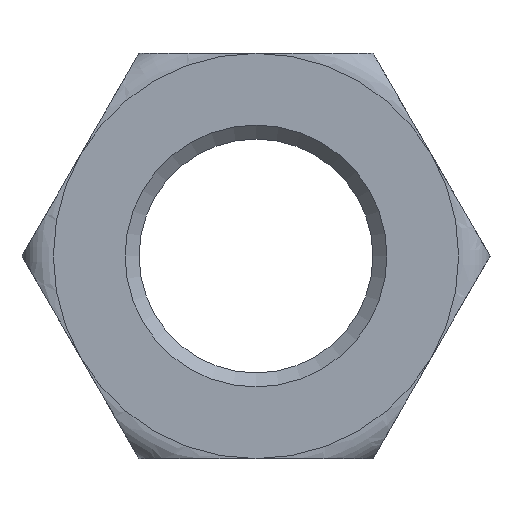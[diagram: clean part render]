
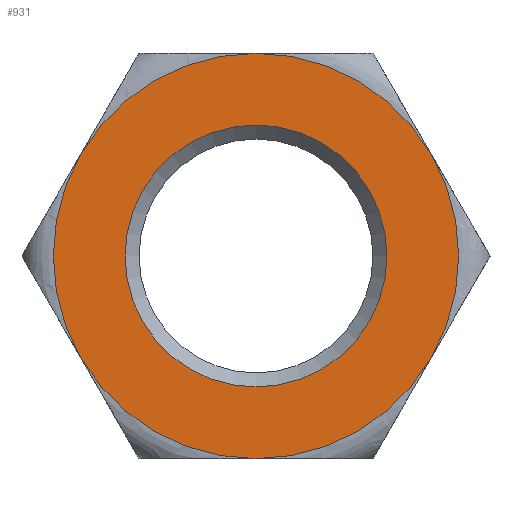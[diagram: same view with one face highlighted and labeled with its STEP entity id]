
A CAD part, front view. The second image highlights one B-rep face of the part: STEP entity #931.
In plain terms, the highlighted planar face has unit normal (0, -1, 0).
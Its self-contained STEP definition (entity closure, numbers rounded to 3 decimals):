
#46 = CARTESIAN_POINT ( 'NONE',  ( 0., -17., 32.5 ) ) ;
#55 = CARTESIAN_POINT ( 'NONE',  ( 0., -17., 0. ) ) ;
#58 = CARTESIAN_POINT ( 'NONE',  ( 18.764, -17., -32.5 ) ) ;
#61 = ORIENTED_EDGE ( 'NONE', *, *, #450, .F. ) ;
#73 = VERTEX_POINT ( 'NONE', #231 ) ;
#98 = ORIENTED_EDGE ( 'NONE', *, *, #1000, .F. ) ;
#131 = LINE ( 'NONE', #664, #176 ) ;
#139 = CARTESIAN_POINT ( 'NONE',  ( 28.146, -17., -16.25 ) ) ;
#142 = CARTESIAN_POINT ( 'NONE',  ( 28.146, -17., 16.25 ) ) ;
#148 = DIRECTION ( 'NONE',  ( -1., 0., 0. ) ) ;
#161 = VECTOR ( 'NONE', #1338, 1000. ) ;
#169 = DIRECTION ( 'NONE',  ( 1., 0., 0. ) ) ;
#175 = CARTESIAN_POINT ( 'NONE',  ( 0., -17., -32.5 ) ) ;
#176 = VECTOR ( 'NONE', #747, 1000. ) ;
#231 = CARTESIAN_POINT ( 'NONE',  ( -28.146, -17., -16.25 ) ) ;
#249 = CARTESIAN_POINT ( 'NONE',  ( -28.146, -17., -16.25 ) ) ;
#254 = CARTESIAN_POINT ( 'NONE',  ( 0., -17., 0. ) ) ;
#265 = EDGE_CURVE ( 'NONE', #279, #977, #957, .T. ) ;
#275 = DIRECTION ( 'NONE',  ( 0., 1., 0. ) ) ;
#279 = VERTEX_POINT ( 'NONE', #175 ) ;
#283 = FACE_OUTER_BOUND ( 'NONE', #572, .T. ) ;
#285 = DIRECTION ( 'NONE',  ( 0., 1., 0. ) ) ;
#295 = DIRECTION ( 'NONE',  ( 0., 1., 0. ) ) ;
#350 = VERTEX_POINT ( 'NONE', #449 ) ;
#353 = CARTESIAN_POINT ( 'NONE',  ( 0., -17., 0. ) ) ;
#354 = AXIS2_PLACEMENT_3D ( 'NONE', #353, #640, #148 ) ;
#357 = CIRCLE ( 'NONE', #737, 32.5 ) ;
#362 = CARTESIAN_POINT ( 'NONE',  ( 0., -17., 0. ) ) ;
#369 = EDGE_CURVE ( 'NONE', #1166, #436, #131, .T. ) ;
#370 = DIRECTION ( 'NONE',  ( 1., 0., 0. ) ) ;
#371 = ORIENTED_EDGE ( 'NONE', *, *, #473, .F. ) ;
#386 = DIRECTION ( 'NONE',  ( -1., 0., 0. ) ) ;
#436 = VERTEX_POINT ( 'NONE', #142 ) ;
#449 = CARTESIAN_POINT ( 'NONE',  ( 0., -17., -32.5 ) ) ;
#450 = EDGE_CURVE ( 'NONE', #436, #1235, #960, .T. ) ;
#454 = LINE ( 'NONE', #58, #1260 ) ;
#473 = EDGE_CURVE ( 'NONE', #598, #780, #761, .T. ) ;
#483 = ORIENTED_EDGE ( 'NONE', *, *, #1273, .F. ) ;
#498 = DIRECTION ( 'NONE',  ( 1., 0., 0. ) ) ;
#501 = DIRECTION ( 'NONE',  ( 0., 0., 1. ) ) ;
#506 = AXIS2_PLACEMENT_3D ( 'NONE', #877, #1167, #654 ) ;
#510 = CARTESIAN_POINT ( 'NONE',  ( -18.764, -17., -32.5 ) ) ;
#512 = EDGE_CURVE ( 'NONE', #977, #73, #618, .T. ) ;
#526 = ORIENTED_EDGE ( 'NONE', *, *, #748, .F. ) ;
#556 = AXIS2_PLACEMENT_3D ( 'NONE', #587, #295, #501 ) ;
#572 = EDGE_LOOP ( 'NONE', ( #578, #483, #526, #61, #1276, #643, #98, #371, #1294, #984 ) ) ;
#578 = ORIENTED_EDGE ( 'NONE', *, *, #265, .F. ) ;
#579 = VERTEX_POINT ( 'NONE', #1182 ) ;
#587 = CARTESIAN_POINT ( 'NONE',  ( 0., -17., 0. ) ) ;
#592 = VECTOR ( 'NONE', #498, 1000. ) ;
#598 = VERTEX_POINT ( 'NONE', #956 ) ;
#618 = LINE ( 'NONE', #510, #161 ) ;
#640 = DIRECTION ( 'NONE',  ( 0., 1., 0. ) ) ;
#643 = ORIENTED_EDGE ( 'NONE', *, *, #873, .F. ) ;
#654 = DIRECTION ( 'NONE',  ( 0., 0., 1. ) ) ;
#657 = CIRCLE ( 'NONE', #1091, 32.5 ) ;
#663 = DIRECTION ( 'NONE',  ( 1., 0., 0. ) ) ;
#664 = CARTESIAN_POINT ( 'NONE',  ( 18.764, -17., 32.5 ) ) ;
#678 = DIRECTION ( 'NONE',  ( 1., 0., 0. ) ) ;
#737 = AXIS2_PLACEMENT_3D ( 'NONE', #254, #275, #791 ) ;
#747 = DIRECTION ( 'NONE',  ( 0.5, 0., -0.866 ) ) ;
#748 = EDGE_CURVE ( 'NONE', #1235, #350, #657, .T. ) ;
#761 = CIRCLE ( 'NONE', #354, 32.5 ) ;
#777 = CARTESIAN_POINT ( 'NONE',  ( 0., -17., 0. ) ) ;
#780 = VERTEX_POINT ( 'NONE', #885 ) ;
#791 = DIRECTION ( 'NONE',  ( 1., 0., 0. ) ) ;
#848 = ORIENTED_EDGE ( 'NONE', *, *, #1234, .T. ) ;
#849 = AXIS2_PLACEMENT_3D ( 'NONE', #55, #886, #370 ) ;
#857 = EDGE_LOOP ( 'NONE', ( #848 ) ) ;
#873 = EDGE_CURVE ( 'NONE', #1223, #1166, #1024, .T. ) ;
#877 = CARTESIAN_POINT ( 'NONE',  ( 0., -17., 0. ) ) ;
#885 = CARTESIAN_POINT ( 'NONE',  ( 0., -17., 32.5 ) ) ;
#886 = DIRECTION ( 'NONE',  ( 0., 1., 0. ) ) ;
#888 = DIRECTION ( 'NONE',  ( 0., 1., 0. ) ) ;
#891 = CARTESIAN_POINT ( 'NONE',  ( -18.764, -17., 32.5 ) ) ;
#915 = CIRCLE ( 'NONE', #506, 21. ) ;
#931 = ADVANCED_FACE ( 'NONE', ( #1090, #283 ), #1215, .F. ) ;
#956 = CARTESIAN_POINT ( 'NONE',  ( -28.146, -17., 16.25 ) ) ;
#957 = CIRCLE ( 'NONE', #1020, 32.5 ) ;
#960 = CIRCLE ( 'NONE', #849, 32.5 ) ;
#977 = VERTEX_POINT ( 'NONE', #249 ) ;
#984 = ORIENTED_EDGE ( 'NONE', *, *, #512, .F. ) ;
#1000 = EDGE_CURVE ( 'NONE', #780, #1223, #1017, .T. ) ;
#1017 = LINE ( 'NONE', #891, #592 ) ;
#1020 = AXIS2_PLACEMENT_3D ( 'NONE', #1104, #285, #169 ) ;
#1024 = CIRCLE ( 'NONE', #1174, 32.5 ) ;
#1090 = FACE_BOUND ( 'NONE', #857, .T. ) ;
#1091 = AXIS2_PLACEMENT_3D ( 'NONE', #362, #1189, #663 ) ;
#1104 = CARTESIAN_POINT ( 'NONE',  ( 0., -17., 0. ) ) ;
#1161 = CARTESIAN_POINT ( 'NONE',  ( 28.146, -17., 16.25 ) ) ;
#1166 = VERTEX_POINT ( 'NONE', #1161 ) ;
#1167 = DIRECTION ( 'NONE',  ( 0., 1., 0. ) ) ;
#1174 = AXIS2_PLACEMENT_3D ( 'NONE', #777, #888, #678 ) ;
#1182 = CARTESIAN_POINT ( 'NONE',  ( 0., -17., 21. ) ) ;
#1189 = DIRECTION ( 'NONE',  ( 0., 1., 0. ) ) ;
#1215 = PLANE ( 'NONE',  #556 ) ;
#1223 = VERTEX_POINT ( 'NONE', #46 ) ;
#1234 = EDGE_CURVE ( 'NONE', #579, #579, #915, .T. ) ;
#1235 = VERTEX_POINT ( 'NONE', #139 ) ;
#1260 = VECTOR ( 'NONE', #386, 1000. ) ;
#1273 = EDGE_CURVE ( 'NONE', #350, #279, #454, .T. ) ;
#1276 = ORIENTED_EDGE ( 'NONE', *, *, #369, .F. ) ;
#1294 = ORIENTED_EDGE ( 'NONE', *, *, #1325, .F. ) ;
#1325 = EDGE_CURVE ( 'NONE', #73, #598, #357, .T. ) ;
#1338 = DIRECTION ( 'NONE',  ( -0.5, 0., 0.866 ) ) ;
